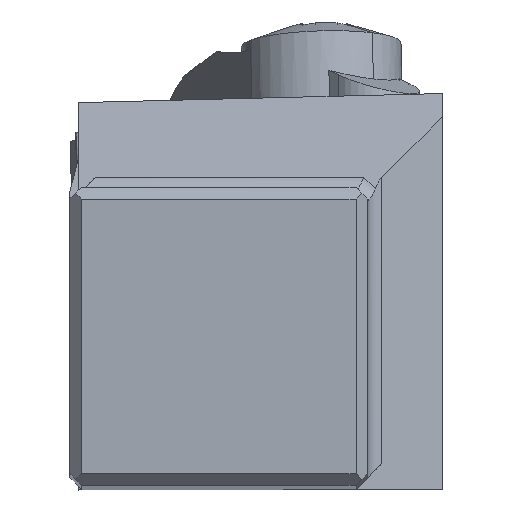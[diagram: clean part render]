
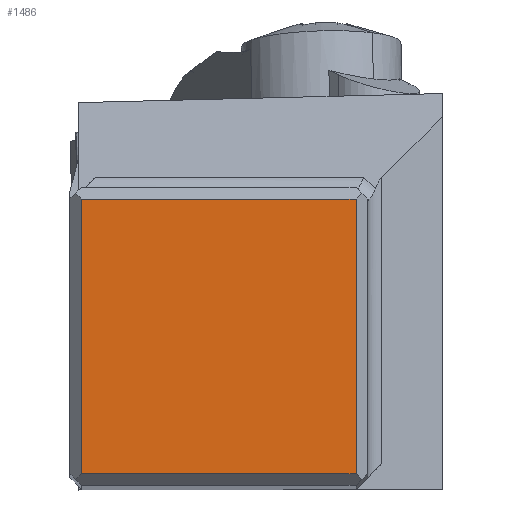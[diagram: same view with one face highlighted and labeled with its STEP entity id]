
A CAD part, top view. The second image highlights one B-rep face of the part: STEP entity #1486.
In plain terms, the highlighted planar face has unit normal (0, 0, 1).
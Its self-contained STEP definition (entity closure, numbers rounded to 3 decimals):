
#1280=FACE_OUTER_BOUND('',#2052,.T.);
#1486=ADVANCED_FACE('',(#1280),#1670,.T.);
#1670=PLANE('',#5884);
#2052=EDGE_LOOP('',(#2563,#2564,#2565,#2566));
#2563=ORIENTED_EDGE('',*,*,#4090,.T.);
#2564=ORIENTED_EDGE('',*,*,#4095,.T.);
#2565=ORIENTED_EDGE('',*,*,#4101,.T.);
#2566=ORIENTED_EDGE('',*,*,#4112,.T.);
#3609=VERTEX_POINT('',#7934);
#3610=VERTEX_POINT('',#7935);
#3613=VERTEX_POINT('',#7944);
#3617=VERTEX_POINT('',#7954);
#4090=EDGE_CURVE('',#3609,#3610,#4842,.T.);
#4095=EDGE_CURVE('',#3610,#3613,#4847,.T.);
#4101=EDGE_CURVE('',#3613,#3617,#4853,.T.);
#4112=EDGE_CURVE('',#3617,#3609,#4860,.T.);
#4842=LINE('',#7933,#5234);
#4847=LINE('',#7943,#5239);
#4853=LINE('',#7955,#5245);
#4860=LINE('',#7980,#5252);
#5234=VECTOR('',#6592,1.);
#5239=VECTOR('',#6599,1.);
#5245=VECTOR('',#6607,1.);
#5252=VECTOR('',#6634,1.);
#5884=AXIS2_PLACEMENT_3D('',#7981,#6635,#6636);
#6592=DIRECTION('',(0.,1.,0.));
#6599=DIRECTION('',(-1.,0.,0.));
#6607=DIRECTION('',(0.,-1.,0.));
#6634=DIRECTION('',(1.,0.,0.));
#6635=DIRECTION('',(0.,0.,1.));
#6636=DIRECTION('',(1.,0.,0.));
#7933=CARTESIAN_POINT('',(-0.5,0.5,0.));
#7934=CARTESIAN_POINT('',(-0.5,0.5,0.));
#7935=CARTESIAN_POINT('',(-0.5,12.2,0.));
#7943=CARTESIAN_POINT('',(-0.5,12.2,0.));
#7944=CARTESIAN_POINT('',(-12.2,12.2,0.));
#7954=CARTESIAN_POINT('',(-12.2,0.5,0.));
#7955=CARTESIAN_POINT('',(-12.2,12.2,0.));
#7980=CARTESIAN_POINT('',(-12.2,0.5,0.));
#7981=CARTESIAN_POINT('',(-6.35,6.35,0.));
